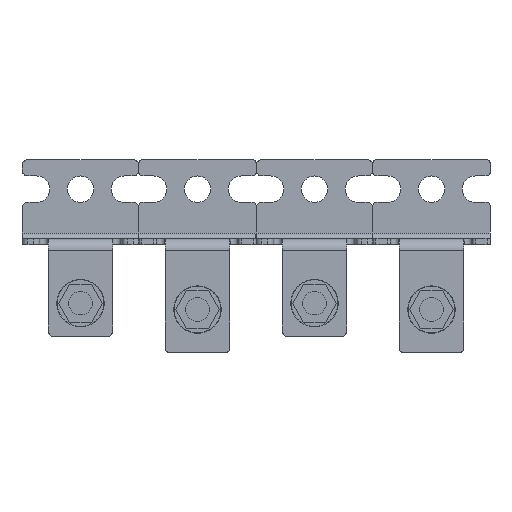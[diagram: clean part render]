
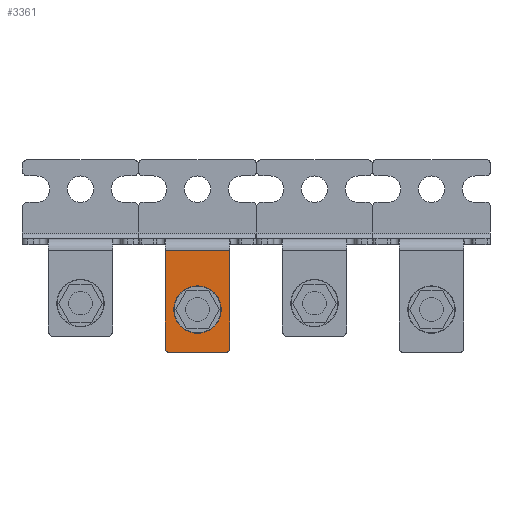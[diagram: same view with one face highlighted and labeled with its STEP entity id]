
A CAD part, top view. The second image highlights one B-rep face of the part: STEP entity #3361.
In plain terms, the highlighted planar face has unit normal (0, 0, 1).
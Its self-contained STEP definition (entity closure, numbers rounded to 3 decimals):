
#62 = DIRECTION ( 'NONE',  ( 0., -1., 0. ) ) ;
#81 = CARTESIAN_POINT ( 'NONE',  ( 0., -41.7, 10. ) ) ;
#105 = DIRECTION ( 'NONE',  ( 1., 0., 0. ) ) ;
#241 = LINE ( 'NONE', #2392, #2403 ) ;
#263 = ORIENTED_EDGE ( 'NONE', *, *, #5130, .F. ) ;
#296 = EDGE_CURVE ( 'NONE', #1152, #2057, #1864, .T. ) ;
#450 = DIRECTION ( 'NONE',  ( 0., -1., 0. ) ) ;
#573 = CARTESIAN_POINT ( 'NONE',  ( -11., -52.236, 10. ) ) ;
#730 = CARTESIAN_POINT ( 'NONE',  ( -11., -53.236, 10. ) ) ;
#743 = AXIS2_PLACEMENT_3D ( 'NONE', #4288, #4309, #2386 ) ;
#777 = EDGE_CURVE ( 'NONE', #5417, #2437, #2432, .T. ) ;
#973 = CARTESIAN_POINT ( 'NONE',  ( 20., -10.036, 10. ) ) ;
#1152 = VERTEX_POINT ( 'NONE', #2591 ) ;
#1463 = EDGE_CURVE ( 'NONE', #2437, #3852, #4503, .T. ) ;
#1494 = CARTESIAN_POINT ( 'NONE',  ( -10., -53.236, 10. ) ) ;
#1529 = CIRCLE ( 'NONE', #5262, 4.5 ) ;
#1578 = EDGE_CURVE ( 'NONE', #2057, #1703, #2498, .T. ) ;
#1641 = ORIENTED_EDGE ( 'NONE', *, *, #2388, .T. ) ;
#1703 = VERTEX_POINT ( 'NONE', #3478 ) ;
#1819 = CARTESIAN_POINT ( 'NONE',  ( 11., -52.236, 10. ) ) ;
#1822 = FACE_OUTER_BOUND ( 'NONE', #1919, .T. ) ;
#1859 = DIRECTION ( 'NONE',  ( 0., 1., 0. ) ) ;
#1864 = CIRCLE ( 'NONE', #743, 4.5 ) ;
#1919 = EDGE_LOOP ( 'NONE', ( #4717, #3876, #1641, #3923, #5681, #2320 ) ) ;
#1940 = DIRECTION ( 'NONE',  ( 0., 0., 1. ) ) ;
#2057 = VERTEX_POINT ( 'NONE', #6005 ) ;
#2320 = ORIENTED_EDGE ( 'NONE', *, *, #4919, .T. ) ;
#2384 = AXIS2_PLACEMENT_3D ( 'NONE', #2452, #3402, #62 ) ;
#2386 = DIRECTION ( 'NONE',  ( 1., 0., 0. ) ) ;
#2388 = EDGE_CURVE ( 'NONE', #3161, #3852, #4863, .T. ) ;
#2392 = CARTESIAN_POINT ( 'NONE',  ( 4.5, -41.7, 10. ) ) ;
#2396 = EDGE_CURVE ( 'NONE', #5901, #3161, #2769, .T. ) ;
#2403 = VECTOR ( 'NONE', #1859, 1000. ) ;
#2432 = LINE ( 'NONE', #730, #3921 ) ;
#2437 = VERTEX_POINT ( 'NONE', #3035 ) ;
#2452 = CARTESIAN_POINT ( 'NONE',  ( -10., -52.236, 10. ) ) ;
#2498 = LINE ( 'NONE', #6155, #3911 ) ;
#2591 = CARTESIAN_POINT ( 'NONE',  ( 4.5, -38.7, 10. ) ) ;
#2769 = CIRCLE ( 'NONE', #2879, 1. ) ;
#2834 = EDGE_CURVE ( 'NONE', #4302, #1152, #241, .T. ) ;
#2879 = AXIS2_PLACEMENT_3D ( 'NONE', #3287, #5167, #5278 ) ;
#2932 = ORIENTED_EDGE ( 'NONE', *, *, #2834, .F. ) ;
#2962 = DIRECTION ( 'NONE',  ( 0., 0., 1. ) ) ;
#3035 = CARTESIAN_POINT ( 'NONE',  ( -11., -18.5, 10. ) ) ;
#3119 = DIRECTION ( 'NONE',  ( 0., 1., 0. ) ) ;
#3161 = VERTEX_POINT ( 'NONE', #1819 ) ;
#3237 = ORIENTED_EDGE ( 'NONE', *, *, #1578, .F. ) ;
#3287 = CARTESIAN_POINT ( 'NONE',  ( 10., -52.236, 10. ) ) ;
#3324 = DIRECTION ( 'NONE',  ( 0., -1., 0. ) ) ;
#3344 = PLANE ( 'NONE',  #4455 ) ;
#3361 = ADVANCED_FACE ( 'NONE', ( #4699, #1822 ), #3344, .T. ) ;
#3402 = DIRECTION ( 'NONE',  ( 0., 0., 1. ) ) ;
#3423 = CARTESIAN_POINT ( 'NONE',  ( -20., -53.236, 10. ) ) ;
#3429 = VECTOR ( 'NONE', #4402, 1000. ) ;
#3436 = EDGE_CURVE ( 'NONE', #5901, #4881, #4928, .T. ) ;
#3478 = CARTESIAN_POINT ( 'NONE',  ( -4.5, -41.7, 10. ) ) ;
#3506 = EDGE_LOOP ( 'NONE', ( #263, #3237, #4363, #2932 ) ) ;
#3852 = VERTEX_POINT ( 'NONE', #5190 ) ;
#3870 = CARTESIAN_POINT ( 'NONE',  ( 11., -53.236, 10. ) ) ;
#3876 = ORIENTED_EDGE ( 'NONE', *, *, #2396, .T. ) ;
#3911 = VECTOR ( 'NONE', #3324, 1000. ) ;
#3921 = VECTOR ( 'NONE', #3119, 1000. ) ;
#3923 = ORIENTED_EDGE ( 'NONE', *, *, #1463, .F. ) ;
#4173 = CIRCLE ( 'NONE', #2384, 1. ) ;
#4288 = CARTESIAN_POINT ( 'NONE',  ( 0., -38.7, 10. ) ) ;
#4302 = VERTEX_POINT ( 'NONE', #5335 ) ;
#4309 = DIRECTION ( 'NONE',  ( 0., 0., 1. ) ) ;
#4363 = ORIENTED_EDGE ( 'NONE', *, *, #296, .F. ) ;
#4402 = DIRECTION ( 'NONE',  ( -1., 0., 0. ) ) ;
#4455 = AXIS2_PLACEMENT_3D ( 'NONE', #973, #1940, #450 ) ;
#4503 = LINE ( 'NONE', #6043, #6064 ) ;
#4699 = FACE_BOUND ( 'NONE', #3506, .T. ) ;
#4717 = ORIENTED_EDGE ( 'NONE', *, *, #3436, .F. ) ;
#4754 = DIRECTION ( 'NONE',  ( 0., 1., 0. ) ) ;
#4863 = LINE ( 'NONE', #3870, #5014 ) ;
#4881 = VERTEX_POINT ( 'NONE', #1494 ) ;
#4919 = EDGE_CURVE ( 'NONE', #5417, #4881, #4173, .T. ) ;
#4928 = LINE ( 'NONE', #3423, #3429 ) ;
#5014 = VECTOR ( 'NONE', #4754, 1000. ) ;
#5130 = EDGE_CURVE ( 'NONE', #1703, #4302, #1529, .T. ) ;
#5167 = DIRECTION ( 'NONE',  ( 0., 0., 1. ) ) ;
#5190 = CARTESIAN_POINT ( 'NONE',  ( 11., -18.5, 10. ) ) ;
#5262 = AXIS2_PLACEMENT_3D ( 'NONE', #81, #2962, #105 ) ;
#5278 = DIRECTION ( 'NONE',  ( 0., -1., 0. ) ) ;
#5335 = CARTESIAN_POINT ( 'NONE',  ( 4.5, -41.7, 10. ) ) ;
#5417 = VERTEX_POINT ( 'NONE', #573 ) ;
#5429 = CARTESIAN_POINT ( 'NONE',  ( 10., -53.236, 10. ) ) ;
#5681 = ORIENTED_EDGE ( 'NONE', *, *, #777, .F. ) ;
#5901 = VERTEX_POINT ( 'NONE', #5429 ) ;
#6005 = CARTESIAN_POINT ( 'NONE',  ( -4.5, -38.7, 10. ) ) ;
#6043 = CARTESIAN_POINT ( 'NONE',  ( 20., -18.5, 10. ) ) ;
#6064 = VECTOR ( 'NONE', #6093, 1000. ) ;
#6093 = DIRECTION ( 'NONE',  ( 1., 0., 0. ) ) ;
#6155 = CARTESIAN_POINT ( 'NONE',  ( -4.5, -41.7, 10. ) ) ;
